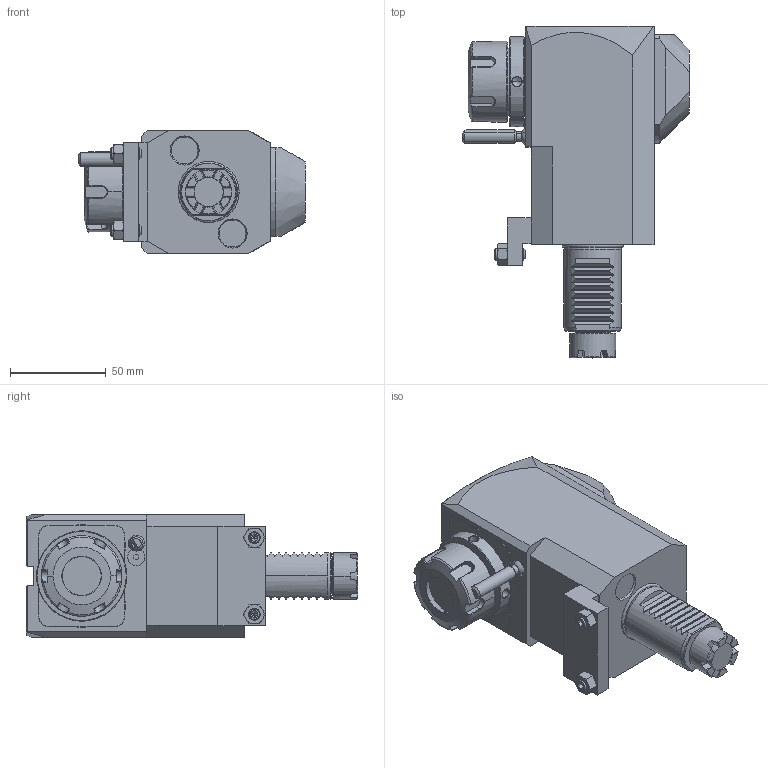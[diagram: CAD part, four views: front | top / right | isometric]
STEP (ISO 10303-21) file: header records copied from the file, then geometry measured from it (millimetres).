
FILE_DESCRIPTION((''),'2;1');
FILE_NAME('NGT1_30_241_25_2_3_85D','2023-01-26T',('vali'),('NOVA GRUP'),'PRO/ENGINEER BY PARAMETRIC TECHNOLOGY CORPORATION, 2010280','PRO/ENGINEER BY PARAMETRIC TECHNOLOGY CORPORATION, 2010280','');
FILE_SCHEMA(('CONFIG_CONTROL_DESIGN'));
Length unit declared in the file: millimetre
Products named in the file (1): NGT1_30_241_25_2_3_85D
Bounding box: 118.33 x 173 x 64 mm (x, y, z)
Volume: 585132.7 mm3; surface area: 56234.6 mm2
Topology: 1 solids, 1 shells, 484 faces, 1231 edges, 762 vertices
Faces by surface type: plane 228, cone 96, cylinder 86, bspline 56, torus 16, sphere 2
Entity records: 19630 total; most frequent: CARTESIAN_POINT 8814, ORIENTED_EDGE 2438, DIRECTION 1916, EDGE_CURVE 1219, VERTEX_POINT 762, AXIS2_PLACEMENT_3D 686, VECTOR 544, LINE 544
